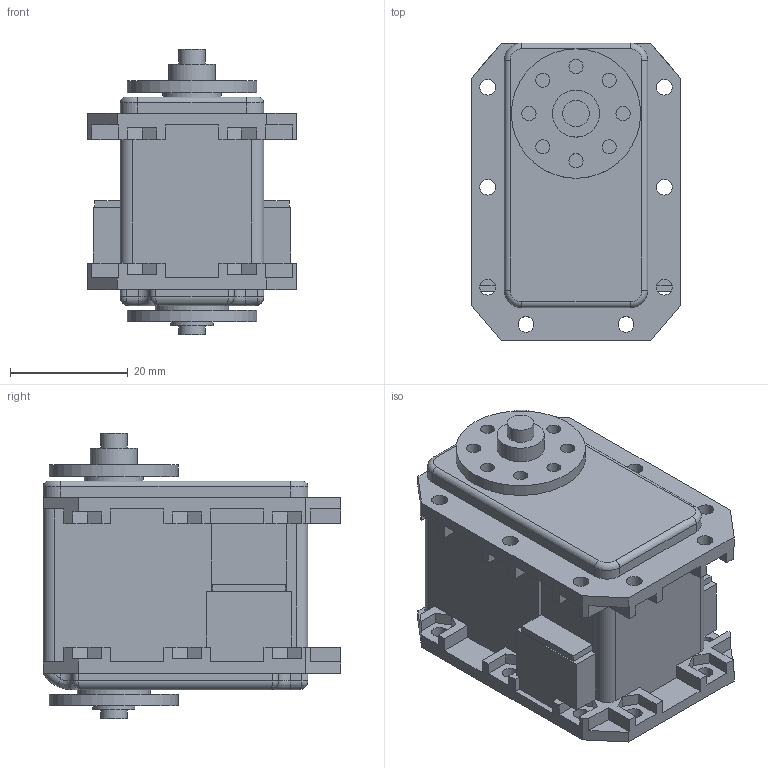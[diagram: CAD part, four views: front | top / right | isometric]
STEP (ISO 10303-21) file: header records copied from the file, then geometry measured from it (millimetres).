
FILE_DESCRIPTION( ( '' ), ' ' );
FILE_NAME( '5a78666c110e670fe0cf4c6a.step', '2018-02-05T14:13:01', ( '' ), ( '' ), ' ', ' ', ' ' );
FILE_SCHEMA( ( 'AUTOMOTIVE_DESIGN { 1 0 10303 214 1 1 1 1 }' ) );
Length unit declared in the file: metre
Products named in the file (1): RX-28Dual
Bounding box: 35.6 x 50.6 x 48.5 mm (x, y, z)
Volume: 44814.1 mm3; surface area: 12877.9 mm2
Topology: 1 solids, 1 shells, 333 faces, 912 edges, 588 vertices
Faces by surface type: plane 248, cylinder 67, torus 10, bspline 8
Full cylindrical faces by diameter (mm): 2.4 x9, 2.7 x16, 4.5 x2, 7.2 x1, 8 x2, 10 x1, 12.5 x1, 13 x1, 22 x2
Entity records: 13750 total; most frequent: CARTESIAN_POINT 2780, ORIENTED_EDGE 1698, DIRECTION 1641, EDGE_CURVE 849, LINE 693, VECTOR 693, VERTEX_POINT 566, AXIS2_PLACEMENT_3D 474
